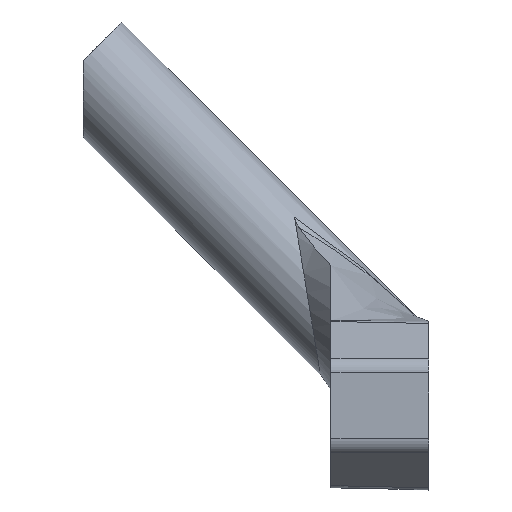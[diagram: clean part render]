
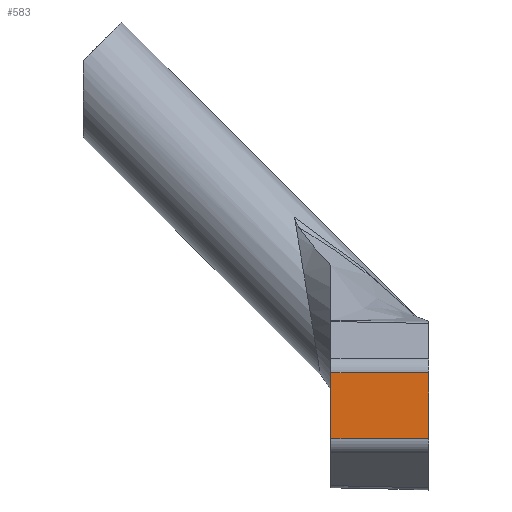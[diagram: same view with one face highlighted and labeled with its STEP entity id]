
A CAD part, left-side view. The second image highlights one B-rep face of the part: STEP entity #583.
In plain terms, the highlighted planar face has unit normal (-1, 0, 0).
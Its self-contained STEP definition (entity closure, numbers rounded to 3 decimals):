
#123 = DIRECTION ( 'NONE',  ( 0., 1., 0. ) ) ;
#170 = EDGE_CURVE ( 'NONE', #947, #1611, #806, .T. ) ;
#406 = CARTESIAN_POINT ( 'NONE',  ( -16.5, 6., -2.021 ) ) ;
#467 = DIRECTION ( 'NONE',  ( 0., -1., 0. ) ) ;
#518 = EDGE_CURVE ( 'NONE', #1117, #868, #1344, .T. ) ;
#519 = DIRECTION ( 'NONE',  ( 0., 0., 1. ) ) ;
#566 = VECTOR ( 'NONE', #123, 1000. ) ;
#583 = ADVANCED_FACE ( 'NONE', ( #1741 ), #1753, .F. ) ;
#633 = CARTESIAN_POINT ( 'NONE',  ( -16.5, 6., 2.021 ) ) ;
#806 = LINE ( 'NONE', #633, #566 ) ;
#821 = CARTESIAN_POINT ( 'NONE',  ( -16.5, 0., -2.021 ) ) ;
#854 = LINE ( 'NONE', #1922, #1762 ) ;
#868 = VERTEX_POINT ( 'NONE', #821 ) ;
#947 = VERTEX_POINT ( 'NONE', #1369 ) ;
#1027 = EDGE_CURVE ( 'NONE', #868, #947, #2057, .T. ) ;
#1078 = VECTOR ( 'NONE', #519, 1000. ) ;
#1117 = VERTEX_POINT ( 'NONE', #406 ) ;
#1166 = ORIENTED_EDGE ( 'NONE', *, *, #518, .T. ) ;
#1227 = DIRECTION ( 'NONE',  ( 0., 0., -1. ) ) ;
#1344 = LINE ( 'NONE', #1705, #1483 ) ;
#1369 = CARTESIAN_POINT ( 'NONE',  ( -16.5, 0., 2.021 ) ) ;
#1409 = DIRECTION ( 'NONE',  ( 1., 0., 0. ) ) ;
#1483 = VECTOR ( 'NONE', #467, 1000. ) ;
#1491 = ORIENTED_EDGE ( 'NONE', *, *, #1796, .F. ) ;
#1611 = VERTEX_POINT ( 'NONE', #2103 ) ;
#1705 = CARTESIAN_POINT ( 'NONE',  ( -16.5, 6., -2.021 ) ) ;
#1741 = FACE_OUTER_BOUND ( 'NONE', #2050, .T. ) ;
#1753 = PLANE ( 'NONE',  #1815 ) ;
#1762 = VECTOR ( 'NONE', #2226, 1000. ) ;
#1796 = EDGE_CURVE ( 'NONE', #1117, #1611, #854, .T. ) ;
#1815 = AXIS2_PLACEMENT_3D ( 'NONE', #1914, #1409, #1227 ) ;
#1817 = ORIENTED_EDGE ( 'NONE', *, *, #170, .T. ) ;
#1901 = CARTESIAN_POINT ( 'NONE',  ( -16.5, 0., -2.598 ) ) ;
#1914 = CARTESIAN_POINT ( 'NONE',  ( -16.5, 6., -2.598 ) ) ;
#1922 = CARTESIAN_POINT ( 'NONE',  ( -16.5, 6., -2.598 ) ) ;
#1996 = ORIENTED_EDGE ( 'NONE', *, *, #1027, .T. ) ;
#2050 = EDGE_LOOP ( 'NONE', ( #1491, #1166, #1996, #1817 ) ) ;
#2057 = LINE ( 'NONE', #1901, #1078 ) ;
#2103 = CARTESIAN_POINT ( 'NONE',  ( -16.5, 6., 2.021 ) ) ;
#2226 = DIRECTION ( 'NONE',  ( 0., 0., 1. ) ) ;
